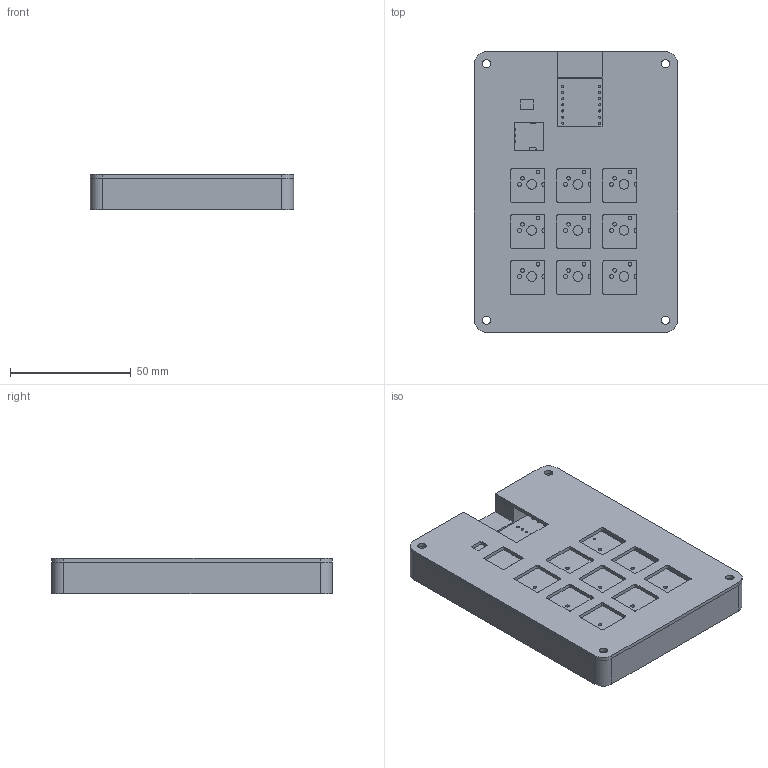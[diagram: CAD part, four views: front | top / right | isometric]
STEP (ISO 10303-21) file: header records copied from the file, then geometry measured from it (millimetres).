
FILE_DESCRIPTION(/* description */ (''),/* implementation_level */ '2;1');
FILE_NAME(/* name */ 'PC Macro Controller by SPNAL Ver2.step',/* time_stamp */ '2025-12-04T23:40:13+01:00',/* author */ (''),/* organization */ (''),/* preprocessor_version */ 'ST-DEVELOPER v20.1',/* originating_system */ 'Autodesk Translation Framework v14.21.0.0',/* authorisation */ '');
FILE_SCHEMA (('AUTOMOTIVE_DESIGN { 1 0 10303 214 3 1 1 }'));
Length unit declared in the file: millimetre
Products named in the file (5): PC Macro Controller (1); PC Macro Controller; 2025-12-04-22-24-17-096; 2025-12-04-22-24-17-098; 2025-12-03-23-43-37-068
Assembly tree (4 placements, depth 3):
  PC Macro Controller (1)
    PC Macro Controller
    2025-12-04-22-24-17-096
      2025-12-04-22-24-17-098
    2025-12-03-23-43-37-068
Bounding box: 84 x 116 x 14.52 mm (x, y, z)
Volume: 82280.7 mm3; surface area: 56796.4 mm2
Topology: 3 solids, 3 shells, 224 faces, 642 edges, 428 vertices
Faces by surface type: cylinder 142, plane 82
Full cylindrical faces by diameter (mm): 0.8 x18, 0.889 x14, 1 x5, 1.5 x18, 1.7 x18, 3.4 x8, 4 x9, 6 x4
Entity records: 8013 total; most frequent: DIRECTION 1392, CARTESIAN_POINT 1303, ORIENTED_EDGE 1284, EDGE_CURVE 642, AXIS2_PLACEMENT_3D 517, EDGE_LOOP 434, VERTEX_POINT 428, LINE 358
